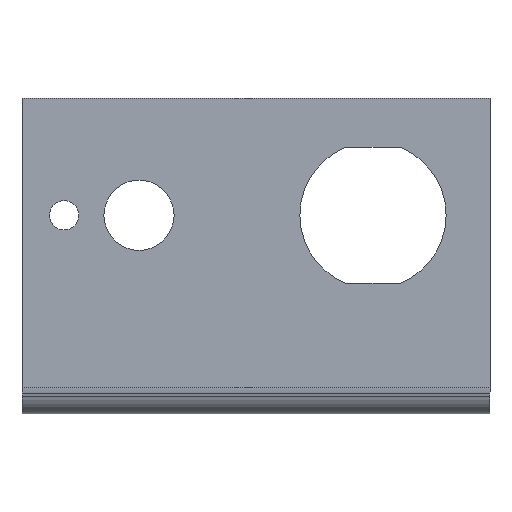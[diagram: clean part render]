
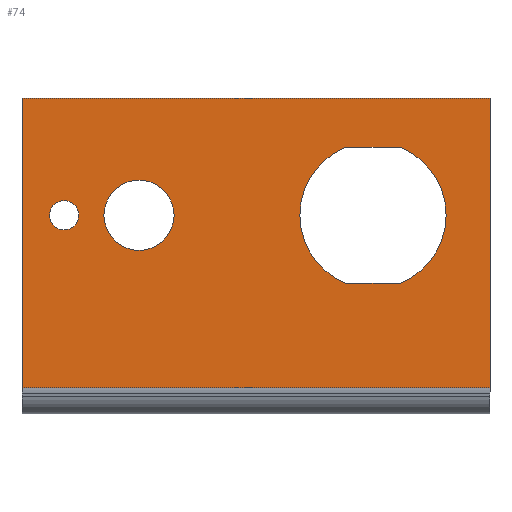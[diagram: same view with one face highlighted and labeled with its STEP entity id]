
A CAD part, front view. The second image highlights one B-rep face of the part: STEP entity #74.
In plain terms, the highlighted planar face has unit normal (0, -1, 0).
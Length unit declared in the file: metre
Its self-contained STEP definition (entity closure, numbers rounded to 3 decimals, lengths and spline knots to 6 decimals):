
#74 = ADVANCED_FACE( '', ( #148, #149, #150, #151 ), #152, .T. );
#148 = FACE_BOUND( '', #217, .T. );
#149 = FACE_BOUND( '', #218, .T. );
#150 = FACE_BOUND( '', #219, .T. );
#151 = FACE_OUTER_BOUND( '', #220, .T. );
#152 = PLANE( '', #221 );
#217 = EDGE_LOOP( '', ( #369 ) );
#218 = EDGE_LOOP( '', ( #370 ) );
#219 = EDGE_LOOP( '', ( #371, #372, #373, #374 ) );
#220 = EDGE_LOOP( '', ( #375, #376, #377, #378 ) );
#221 = AXIS2_PLACEMENT_3D( '', #379, #380, #381 );
#369 = ORIENTED_EDGE( '', *, *, #450, .F. );
#370 = ORIENTED_EDGE( '', *, *, #396, .F. );
#371 = ORIENTED_EDGE( '', *, *, #430, .F. );
#372 = ORIENTED_EDGE( '', *, *, #423, .F. );
#373 = ORIENTED_EDGE( '', *, *, #427, .F. );
#374 = ORIENTED_EDGE( '', *, *, #410, .T. );
#375 = ORIENTED_EDGE( '', *, *, #416, .T. );
#376 = ORIENTED_EDGE( '', *, *, #442, .T. );
#377 = ORIENTED_EDGE( '', *, *, #448, .F. );
#378 = ORIENTED_EDGE( '', *, *, #433, .F. );
#379 = CARTESIAN_POINT( '', ( 0., -0.003175, -0.003175 ) );
#380 = DIRECTION( '', ( 0., -1., 0. ) );
#381 = DIRECTION( '', ( 1., 0., 0. ) );
#396 = EDGE_CURVE( '', #464, #464, #465, .T. );
#410 = EDGE_CURVE( '', #489, #487, #490, .T. );
#416 = EDGE_CURVE( '', #498, #496, #499, .T. );
#423 = EDGE_CURVE( '', #509, #511, #512, .T. );
#427 = EDGE_CURVE( '', #489, #509, #516, .T. );
#430 = EDGE_CURVE( '', #511, #487, #519, .T. );
#433 = EDGE_CURVE( '', #498, #523, #524, .T. );
#442 = EDGE_CURVE( '', #496, #535, #537, .T. );
#448 = EDGE_CURVE( '', #523, #535, #543, .T. );
#450 = EDGE_CURVE( '', #545, #545, #546, .T. );
#464 = VERTEX_POINT( '', #562 );
#465 = CIRCLE( '', #563, 0.00381 );
#487 = VERTEX_POINT( '', #593 );
#489 = VERTEX_POINT( '', #596 );
#490 = LINE( '', #597, #598 );
#496 = VERTEX_POINT( '', #607 );
#498 = VERTEX_POINT( '', #609 );
#499 = LINE( '', #610, #611 );
#509 = VERTEX_POINT( '', #624 );
#511 = VERTEX_POINT( '', #627 );
#512 = LINE( '', #628, #629 );
#516 = CIRCLE( '', #634, 0.007938 );
#519 = CIRCLE( '', #637, 0.007938 );
#523 = VERTEX_POINT( '', #642 );
#524 = LINE( '', #643, #644 );
#535 = VERTEX_POINT( '', #659 );
#537 = LINE( '', #661, #662 );
#543 = LINE( '', #670, #671 );
#545 = VERTEX_POINT( '', #673 );
#546 = CIRCLE( '', #674, 0.001588 );
#562 = CARTESIAN_POINT( '', ( -0.00889, -0.003175, 0. ) );
#563 = AXIS2_PLACEMENT_3D( '', #686, #687, #688 );
#593 = CARTESIAN_POINT( '', ( 0.015657, -0.003175, 0.007366 ) );
#596 = CARTESIAN_POINT( '', ( 0.009743, -0.003175, 0.007366 ) );
#597 = CARTESIAN_POINT( '', ( 0.01414, -0.003175, 0.007366 ) );
#598 = VECTOR( '', #701, 1. );
#607 = CARTESIAN_POINT( '', ( -0.0254, -0.003175, -0.018716 ) );
#609 = CARTESIAN_POINT( '', ( -0.0254, -0.003175, 0.0127 ) );
#610 = CARTESIAN_POINT( '', ( -0.0254, -0.003175, -0.008031 ) );
#611 = VECTOR( '', #708, 1. );
#624 = CARTESIAN_POINT( '', ( 0.009743, -0.003175, -0.007366 ) );
#627 = CARTESIAN_POINT( '', ( 0.015657, -0.003175, -0.007366 ) );
#628 = CARTESIAN_POINT( '', ( 0.014135, -0.003175, -0.007366 ) );
#629 = VECTOR( '', #716, 1. );
#634 = AXIS2_PLACEMENT_3D( '', #721, #722, #723 );
#637 = AXIS2_PLACEMENT_3D( '', #727, #728, #729 );
#642 = CARTESIAN_POINT( '', ( 0.0254, -0.003175, 0.0127 ) );
#643 = CARTESIAN_POINT( '', ( 0.001393, -0.003175, 0.0127 ) );
#644 = VECTOR( '', #731, 1. );
#659 = CARTESIAN_POINT( '', ( 0.0254, -0.003175, -0.018716 ) );
#661 = CARTESIAN_POINT( '', ( 0., -0.003175, -0.018716 ) );
#662 = VECTOR( '', #742, 1. );
#670 = CARTESIAN_POINT( '', ( 0.0254, -0.003175, -0.008031 ) );
#671 = VECTOR( '', #748, 1. );
#673 = CARTESIAN_POINT( '', ( -0.019241, -0.003175, 0. ) );
#674 = AXIS2_PLACEMENT_3D( '', #749, #750, #751 );
#686 = CARTESIAN_POINT( '', ( -0.0127, -0.003175, 0. ) );
#687 = DIRECTION( '', ( 0., -1., 0. ) );
#688 = DIRECTION( '', ( 1., 0., 0. ) );
#701 = DIRECTION( '', ( 1., 0., 0. ) );
#708 = DIRECTION( '', ( 0., 0., -1. ) );
#716 = DIRECTION( '', ( 1., 0., 0. ) );
#721 = CARTESIAN_POINT( '', ( 0.0127, -0.003175, 0. ) );
#722 = DIRECTION( '', ( 0., -1., 0. ) );
#723 = DIRECTION( '', ( -0.373, 0., 0.928 ) );
#727 = CARTESIAN_POINT( '', ( 0.0127, -0.003175, 0. ) );
#728 = DIRECTION( '', ( 0., -1., 0. ) );
#729 = DIRECTION( '', ( 0.373, 0., -0.928 ) );
#731 = DIRECTION( '', ( 1., 0., 0. ) );
#742 = DIRECTION( '', ( 1., 0., 0. ) );
#748 = DIRECTION( '', ( 0., 0., -1. ) );
#749 = CARTESIAN_POINT( '', ( -0.020828, -0.003175, 0. ) );
#750 = DIRECTION( '', ( 0., -1., 0. ) );
#751 = DIRECTION( '', ( 1., 0., 0. ) );
